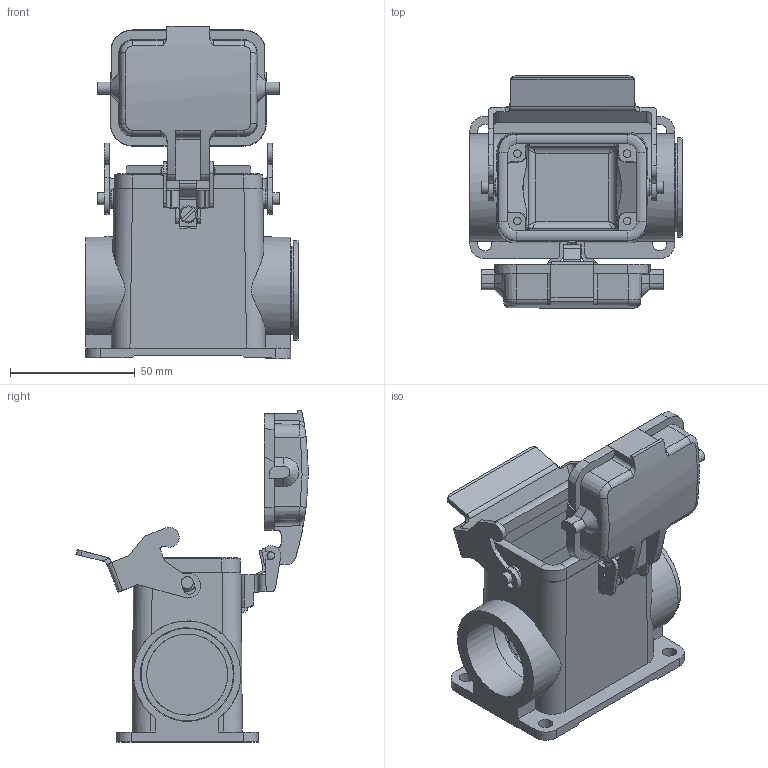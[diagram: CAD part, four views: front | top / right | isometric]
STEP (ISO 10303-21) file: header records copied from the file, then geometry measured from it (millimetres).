
FILE_DESCRIPTION((''),'2;1');
FILE_NAME('04300060273.stp','2020-07-07T15:05:58',('e.eickhoff'),(''),'Autodesk Inventor 2012','Autodesk Inventor 2012','');
FILE_SCHEMA(('AUTOMOTIVE_DESIGN { 1 0 10303 214 1 1 1 1 }'));
Length unit declared in the file: millimetre
Products named in the file (5): 04300060273; KBRM32; Metallbügel 1; M32-PG29 Adapter
Assembly tree (5 placements, depth 2):
  04300060273
    04300060273
    KBRM32
    Metallbügel 1
    M32-PG29 Adapter  x2
Bounding box: 85 x 92.96 x 132.94 mm (x, y, z)
Volume: 117632.5 mm3; surface area: 69446.1 mm2
Topology: 7 solids, 7 shells, 463 faces, 1232 edges, 791 vertices
Faces by surface type: plane 253, cylinder 145, bspline 29, cone 19, torus 11, sphere 6
Full cylindrical faces by diameter (mm): 3 x6, 3.05 x1, 4.8 x2, 5.6 x4, 7 x3, 32.5 x3, 34 x2, 35.5 x1, 37 x2, 37.5 x2, 40 x1
Entity records: 15106 total; most frequent: CARTESIAN_POINT 3462, DIRECTION 2365, ORIENTED_EDGE 2346, EDGE_CURVE 1173, AXIS2_PLACEMENT_3D 812, VERTEX_POINT 769, VECTOR 741, LINE 741
